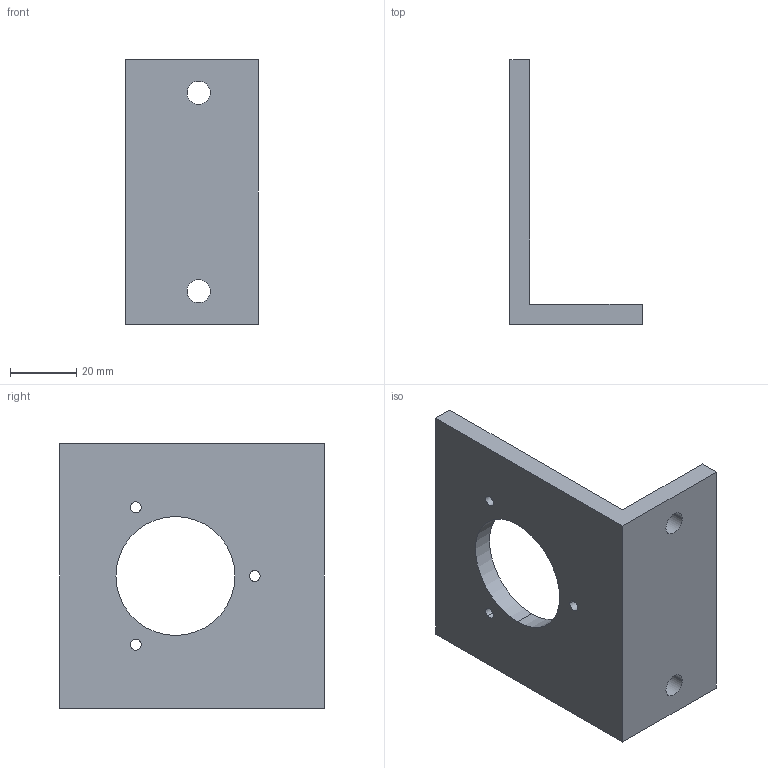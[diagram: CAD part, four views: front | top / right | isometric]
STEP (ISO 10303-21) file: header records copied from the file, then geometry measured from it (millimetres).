
FILE_DESCRIPTION((''),'2;1');
FILE_NAME('CAD-6835','2020-03-23T09:40:17',('creinig-se'),(''),'CREO PARAMETRIC BY PTC INC, 2019292','CREO PARAMETRIC BY PTC INC, 2019292','');
FILE_SCHEMA(('CONFIG_CONTROL_DESIGN','SHAPE_APPEARANCE_LAYERS_GROUPS'));
Length unit declared in the file: millimetre
Products named in the file (1): CAD-6835
Bounding box: 40 x 80 x 80 mm (x, y, z)
Volume: 47997 mm3; surface area: 19456.1 mm2
Topology: 1 solids, 1 shells, 20 faces, 54 edges, 36 vertices
Faces by surface type: cylinder 12, plane 8
Entity records: 916 total; most frequent: DIRECTION 120, CARTESIAN_POINT 111, ORIENTED_EDGE 108, PRESENTATION_STYLE_ASSIGNMENT 56, STYLED_ITEM 56, CURVE_STYLE 55, EDGE_CURVE 54, AXIS2_PLACEMENT_3D 45
